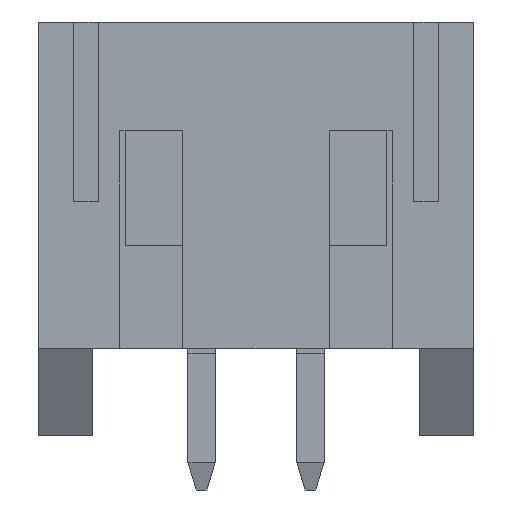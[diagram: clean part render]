
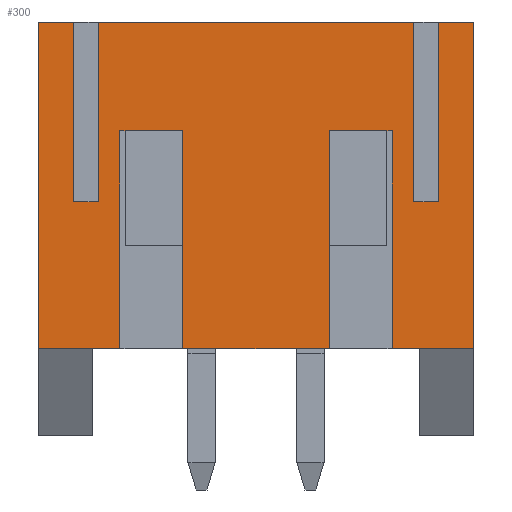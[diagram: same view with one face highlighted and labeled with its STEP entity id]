
A CAD part, front view. The second image highlights one B-rep face of the part: STEP entity #300.
In plain terms, the highlighted planar face has unit normal (0, -1, 0).
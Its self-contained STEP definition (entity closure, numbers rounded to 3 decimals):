
#300 = ADVANCED_FACE( '', ( #642 ), #643, .T. );
#642 = FACE_OUTER_BOUND( '', #1052, .T. );
#643 = PLANE( '', #1053 );
#1052 = EDGE_LOOP( '', ( #1631, #1632, #1633, #1634, #1635, #1636, #1637, #1638, #1639, #1640, #1641, #1642, #1643, #1644, #1645, #1646, #1647, #1648, #1649, #1650 ) );
#1053 = AXIS2_PLACEMENT_3D( '', #1651, #1652, #1653 );
#1631 = ORIENTED_EDGE( '', *, *, #2788, .T. );
#1632 = ORIENTED_EDGE( '', *, *, #2789, .F. );
#1633 = ORIENTED_EDGE( '', *, *, #2790, .T. );
#1634 = ORIENTED_EDGE( '', *, *, #2791, .T. );
#1635 = ORIENTED_EDGE( '', *, *, #2792, .T. );
#1636 = ORIENTED_EDGE( '', *, *, #2793, .F. );
#1637 = ORIENTED_EDGE( '', *, *, #2794, .T. );
#1638 = ORIENTED_EDGE( '', *, *, #2795, .T. );
#1639 = ORIENTED_EDGE( '', *, *, #2735, .F. );
#1640 = ORIENTED_EDGE( '', *, *, #2629, .T. );
#1641 = ORIENTED_EDGE( '', *, *, #2754, .T. );
#1642 = ORIENTED_EDGE( '', *, *, #2796, .T. );
#1643 = ORIENTED_EDGE( '', *, *, #2797, .F. );
#1644 = ORIENTED_EDGE( '', *, *, #2798, .T. );
#1645 = ORIENTED_EDGE( '', *, *, #2799, .T. );
#1646 = ORIENTED_EDGE( '', *, *, #2800, .T. );
#1647 = ORIENTED_EDGE( '', *, *, #2801, .F. );
#1648 = ORIENTED_EDGE( '', *, *, #2802, .F. );
#1649 = ORIENTED_EDGE( '', *, *, #2803, .T. );
#1650 = ORIENTED_EDGE( '', *, *, #2804, .T. );
#1651 = CARTESIAN_POINT( '', ( 4., -2.8, -3. ) );
#1652 = DIRECTION( '', ( 0., -1., 0. ) );
#1653 = DIRECTION( '', ( 0., 0., -1. ) );
#2629 = EDGE_CURVE( '', #3138, #3139, #3140, .T. );
#2735 = EDGE_CURVE( '', #3138, #3322, #3325, .T. );
#2754 = EDGE_CURVE( '', #3139, #3352, #3355, .T. );
#2788 = EDGE_CURVE( '', #3409, #3410, #3411, .T. );
#2789 = EDGE_CURVE( '', #3412, #3410, #3413, .T. );
#2790 = EDGE_CURVE( '', #3412, #3414, #3415, .T. );
#2791 = EDGE_CURVE( '', #3414, #3416, #3417, .T. );
#2792 = EDGE_CURVE( '', #3416, #3418, #3419, .T. );
#2793 = EDGE_CURVE( '', #3420, #3418, #3421, .T. );
#2794 = EDGE_CURVE( '', #3420, #3422, #3423, .T. );
#2795 = EDGE_CURVE( '', #3422, #3322, #3424, .T. );
#2796 = EDGE_CURVE( '', #3352, #3425, #3426, .T. );
#2797 = EDGE_CURVE( '', #3427, #3425, #3428, .T. );
#2798 = EDGE_CURVE( '', #3427, #3429, #3430, .T. );
#2799 = EDGE_CURVE( '', #3429, #3431, #3432, .T. );
#2800 = EDGE_CURVE( '', #3431, #3433, #3434, .T. );
#2801 = EDGE_CURVE( '', #3435, #3433, #3436, .T. );
#2802 = EDGE_CURVE( '', #3437, #3435, #3438, .T. );
#2803 = EDGE_CURVE( '', #3437, #3439, #3440, .T. );
#2804 = EDGE_CURVE( '', #3439, #3409, #3441, .T. );
#3138 = VERTEX_POINT( '', #3891 );
#3139 = VERTEX_POINT( '', #3892 );
#3140 = LINE( '', #3893, #3894 );
#3322 = VERTEX_POINT( '', #4160 );
#3325 = LINE( '', #4165, #4166 );
#3352 = VERTEX_POINT( '', #4205 );
#3355 = LINE( '', #4209, #4210 );
#3409 = VERTEX_POINT( '', #4289 );
#3410 = VERTEX_POINT( '', #4290 );
#3411 = LINE( '', #4291, #4292 );
#3412 = VERTEX_POINT( '', #4293 );
#3413 = LINE( '', #4294, #4295 );
#3414 = VERTEX_POINT( '', #4296 );
#3415 = LINE( '', #4297, #4298 );
#3416 = VERTEX_POINT( '', #4299 );
#3417 = LINE( '', #4300, #4301 );
#3418 = VERTEX_POINT( '', #4302 );
#3419 = LINE( '', #4303, #4304 );
#3420 = VERTEX_POINT( '', #4305 );
#3421 = LINE( '', #4306, #4307 );
#3422 = VERTEX_POINT( '', #4308 );
#3423 = LINE( '', #4309, #4310 );
#3424 = LINE( '', #4311, #4312 );
#3425 = VERTEX_POINT( '', #4313 );
#3426 = LINE( '', #4314, #4315 );
#3427 = VERTEX_POINT( '', #4316 );
#3428 = LINE( '', #4317, #4318 );
#3429 = VERTEX_POINT( '', #4319 );
#3430 = LINE( '', #4320, #4321 );
#3431 = VERTEX_POINT( '', #4322 );
#3432 = LINE( '', #4323, #4324 );
#3433 = VERTEX_POINT( '', #4325 );
#3434 = LINE( '', #4326, #4327 );
#3435 = VERTEX_POINT( '', #4328 );
#3436 = LINE( '', #4329, #4330 );
#3437 = VERTEX_POINT( '', #4331 );
#3438 = LINE( '', #4332, #4333 );
#3439 = VERTEX_POINT( '', #4334 );
#3440 = LINE( '', #4335, #4336 );
#3441 = LINE( '', #4337, #4338 );
#3891 = CARTESIAN_POINT( '', ( 3.35, -2.8, -0.3 ) );
#3892 = CARTESIAN_POINT( '', ( 2.9, -2.8, -0.3 ) );
#3893 = CARTESIAN_POINT( '', ( 3.35, -2.8, -0.3 ) );
#3894 = VECTOR( '', #5004, 1000. );
#4160 = CARTESIAN_POINT( '', ( 3.35, -2.8, 3. ) );
#4165 = CARTESIAN_POINT( '', ( 3.35, -2.8, -0.3 ) );
#4166 = VECTOR( '', #5091, 1000. );
#4205 = CARTESIAN_POINT( '', ( 2.9, -2.8, 3. ) );
#4209 = CARTESIAN_POINT( '', ( 2.9, -2.8, -0.3 ) );
#4210 = VECTOR( '', #5105, 1000. );
#4289 = CARTESIAN_POINT( '', ( -1.35, -2.8, 1. ) );
#4290 = CARTESIAN_POINT( '', ( -1.35, -2.8, -3. ) );
#4291 = CARTESIAN_POINT( '', ( -1.35, -2.8, 1. ) );
#4292 = VECTOR( '', #5131, 1000. );
#4293 = CARTESIAN_POINT( '', ( 1.35, -2.8, -3. ) );
#4294 = CARTESIAN_POINT( '', ( 4., -2.8, -3. ) );
#4295 = VECTOR( '', #5132, 1000. );
#4296 = CARTESIAN_POINT( '', ( 1.35, -2.8, 1. ) );
#4297 = CARTESIAN_POINT( '', ( 1.35, -2.8, -3. ) );
#4298 = VECTOR( '', #5133, 1000. );
#4299 = CARTESIAN_POINT( '', ( 2.5, -2.8, 1. ) );
#4300 = CARTESIAN_POINT( '', ( 1.35, -2.8, 1. ) );
#4301 = VECTOR( '', #5134, 1000. );
#4302 = CARTESIAN_POINT( '', ( 2.5, -2.8, -3. ) );
#4303 = CARTESIAN_POINT( '', ( 2.5, -2.8, 1. ) );
#4304 = VECTOR( '', #5135, 1000. );
#4305 = CARTESIAN_POINT( '', ( 4., -2.8, -3. ) );
#4306 = CARTESIAN_POINT( '', ( 4., -2.8, -3. ) );
#4307 = VECTOR( '', #5136, 1000. );
#4308 = CARTESIAN_POINT( '', ( 4., -2.8, 3. ) );
#4309 = CARTESIAN_POINT( '', ( 4., -2.8, -3. ) );
#4310 = VECTOR( '', #5137, 1000. );
#4311 = CARTESIAN_POINT( '', ( 4., -2.8, 3. ) );
#4312 = VECTOR( '', #5138, 1000. );
#4313 = CARTESIAN_POINT( '', ( -2.9, -2.8, 3. ) );
#4314 = CARTESIAN_POINT( '', ( 4., -2.8, 3. ) );
#4315 = VECTOR( '', #5139, 1000. );
#4316 = CARTESIAN_POINT( '', ( -2.9, -2.8, -0.3 ) );
#4317 = CARTESIAN_POINT( '', ( -2.9, -2.8, -0.3 ) );
#4318 = VECTOR( '', #5140, 1000. );
#4319 = CARTESIAN_POINT( '', ( -3.35, -2.8, -0.3 ) );
#4320 = CARTESIAN_POINT( '', ( -2.9, -2.8, -0.3 ) );
#4321 = VECTOR( '', #5141, 1000. );
#4322 = CARTESIAN_POINT( '', ( -3.35, -2.8, 3. ) );
#4323 = CARTESIAN_POINT( '', ( -3.35, -2.8, -0.3 ) );
#4324 = VECTOR( '', #5142, 1000. );
#4325 = CARTESIAN_POINT( '', ( -4., -2.8, 3. ) );
#4326 = CARTESIAN_POINT( '', ( 4., -2.8, 3. ) );
#4327 = VECTOR( '', #5143, 1000. );
#4328 = CARTESIAN_POINT( '', ( -4., -2.8, -3. ) );
#4329 = CARTESIAN_POINT( '', ( -4., -2.8, -3. ) );
#4330 = VECTOR( '', #5144, 1000. );
#4331 = CARTESIAN_POINT( '', ( -2.5, -2.8, -3. ) );
#4332 = CARTESIAN_POINT( '', ( 4., -2.8, -3. ) );
#4333 = VECTOR( '', #5145, 1000. );
#4334 = CARTESIAN_POINT( '', ( -2.5, -2.8, 1. ) );
#4335 = CARTESIAN_POINT( '', ( -2.5, -2.8, -3. ) );
#4336 = VECTOR( '', #5146, 1000. );
#4337 = CARTESIAN_POINT( '', ( -2.5, -2.8, 1. ) );
#4338 = VECTOR( '', #5147, 1000. );
#5004 = DIRECTION( '', ( -1., 0., 0. ) );
#5091 = DIRECTION( '', ( 0., 0., 1. ) );
#5105 = DIRECTION( '', ( 0., 0., 1. ) );
#5131 = DIRECTION( '', ( 0., 0., -1. ) );
#5132 = DIRECTION( '', ( -1., 0., 0. ) );
#5133 = DIRECTION( '', ( 0., 0., 1. ) );
#5134 = DIRECTION( '', ( 1., 0., 0. ) );
#5135 = DIRECTION( '', ( 0., 0., -1. ) );
#5136 = DIRECTION( '', ( -1., 0., 0. ) );
#5137 = DIRECTION( '', ( 0., 0., 1. ) );
#5138 = DIRECTION( '', ( -1., 0., 0. ) );
#5139 = DIRECTION( '', ( -1., 0., 0. ) );
#5140 = DIRECTION( '', ( 0., 0., 1. ) );
#5141 = DIRECTION( '', ( -1., 0., 0. ) );
#5142 = DIRECTION( '', ( 0., 0., 1. ) );
#5143 = DIRECTION( '', ( -1., 0., 0. ) );
#5144 = DIRECTION( '', ( 0., 0., 1. ) );
#5145 = DIRECTION( '', ( -1., 0., 0. ) );
#5146 = DIRECTION( '', ( 0., 0., 1. ) );
#5147 = DIRECTION( '', ( 1., 0., 0. ) );
